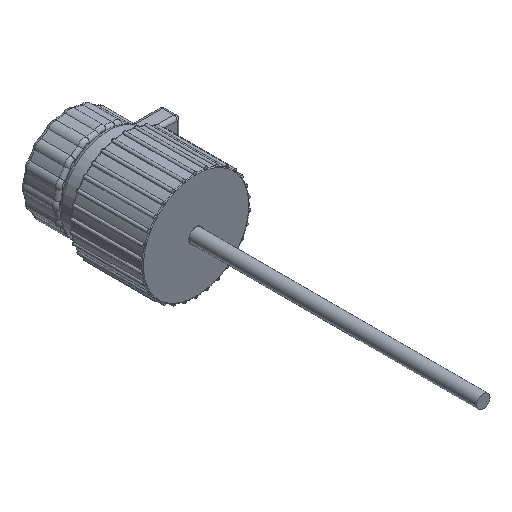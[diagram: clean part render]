
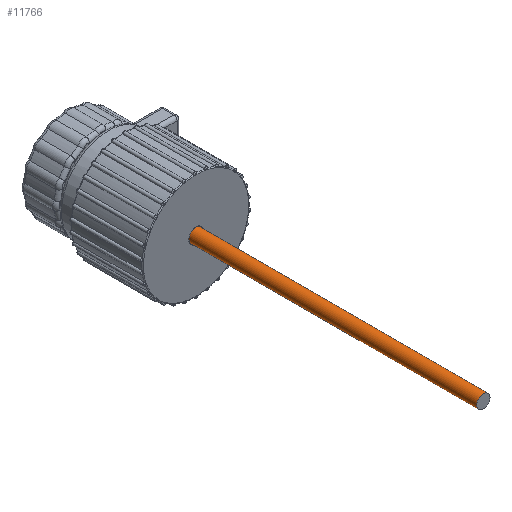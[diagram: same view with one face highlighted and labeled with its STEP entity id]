
A CAD part, isometric view. The second image highlights one B-rep face of the part: STEP entity #11766.
In plain terms, the highlighted cylindrical face has radius 2 mm (diameter 4 mm), a full revolution.
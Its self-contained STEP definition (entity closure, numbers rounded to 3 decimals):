
#1716=FACE_OUTER_BOUND('',#2455,.T.);
#2455=EDGE_LOOP('',(#9872,#9873,#9874,#9875));
#3011=LINE('',#36064,#3436);
#3436=VECTOR('',#15284,2.);
#3859=CIRCLE('',#12831,2.);
#3860=CIRCLE('',#12833,2.);
#4994=VERTEX_POINT('',#36059);
#4995=VERTEX_POINT('',#36062);
#6662=EDGE_CURVE('',#4994,#4994,#3859,.T.);
#6663=EDGE_CURVE('',#4995,#4995,#3860,.T.);
#6664=EDGE_CURVE('',#4995,#4994,#3011,.T.);
#9872=ORIENTED_EDGE('',*,*,#6663,.F.);
#9873=ORIENTED_EDGE('',*,*,#6664,.T.);
#9874=ORIENTED_EDGE('',*,*,#6662,.T.);
#9875=ORIENTED_EDGE('',*,*,#6664,.F.);
#11196=CYLINDRICAL_SURFACE('',#12832,2.);
#11766=ADVANCED_FACE('',(#1716),#11196,.T.);
#12831=AXIS2_PLACEMENT_3D('',#36060,#15278,#15279);
#12832=AXIS2_PLACEMENT_3D('',#36061,#15280,#15281);
#12833=AXIS2_PLACEMENT_3D('',#36063,#15282,#15283);
#15278=DIRECTION('center_axis',(0.,1.,0.));
#15279=DIRECTION('ref_axis',(1.,0.,0.));
#15280=DIRECTION('center_axis',(0.,1.,0.));
#15281=DIRECTION('ref_axis',(-1.,0.,0.));
#15282=DIRECTION('center_axis',(0.,1.,0.));
#15283=DIRECTION('ref_axis',(1.,0.,0.));
#15284=DIRECTION('',(0.,-1.,0.));
#36059=CARTESIAN_POINT('',(2.,-95.374,0.));
#36060=CARTESIAN_POINT('Origin',(0.,-95.374,0.));
#36061=CARTESIAN_POINT('Origin',(0.,-45.374,0.));
#36062=CARTESIAN_POINT('',(2.,4.626,0.));
#36063=CARTESIAN_POINT('Origin',(0.,4.626,0.));
#36064=CARTESIAN_POINT('',(2.,-45.374,0.));
